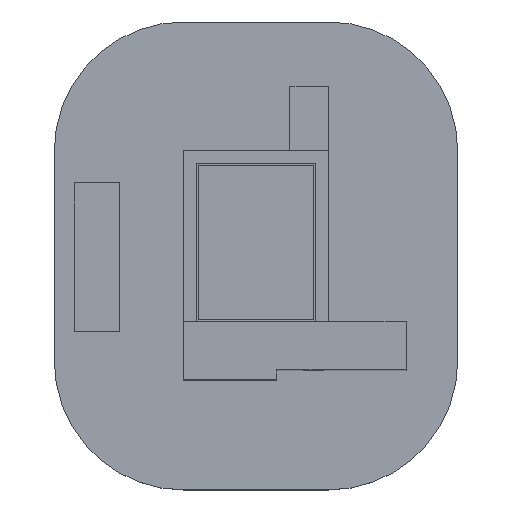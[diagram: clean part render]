
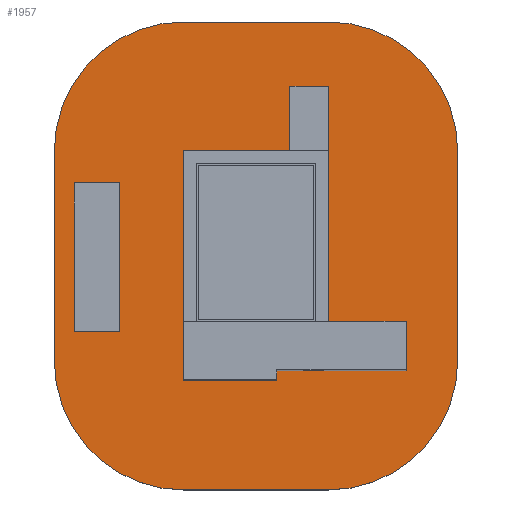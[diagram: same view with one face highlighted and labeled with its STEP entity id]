
A CAD part, top view. The second image highlights one B-rep face of the part: STEP entity #1957.
In plain terms, the highlighted planar face has unit normal (0, 0, 1).
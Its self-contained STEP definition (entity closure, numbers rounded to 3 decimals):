
#40=FACE_BOUND('',#284,.T.);
#80=PLANE('',#2109);
#172=FACE_OUTER_BOUND('',#283,.T.);
#283=EDGE_LOOP('',(#1451,#1452,#1453,#1454,#1455,#1456,#1457,#1458));
#284=EDGE_LOOP('',(#1459,#1460,#1461,#1462,#1463,#1464,#1465,#1466,#1467,
#1468));
#423=LINE('',#2831,#664);
#432=LINE('',#2847,#673);
#438=LINE('',#2865,#679);
#442=LINE('',#2873,#683);
#447=LINE('',#2883,#688);
#450=LINE('',#2891,#691);
#451=LINE('',#2895,#692);
#452=LINE('',#2899,#693);
#453=LINE('',#2902,#694);
#454=LINE('',#2903,#695);
#455=LINE('',#2904,#696);
#456=LINE('',#2906,#697);
#457=LINE('',#2908,#698);
#458=LINE('',#2909,#699);
#664=VECTOR('',#2288,10.);
#673=VECTOR('',#2299,10.);
#679=VECTOR('',#2313,10.);
#683=VECTOR('',#2319,10.);
#688=VECTOR('',#2328,10.);
#691=VECTOR('',#2335,10.);
#692=VECTOR('',#2338,10.);
#693=VECTOR('',#2341,10.);
#694=VECTOR('',#2344,10.);
#695=VECTOR('',#2345,10.);
#696=VECTOR('',#2346,10.);
#697=VECTOR('',#2347,10.);
#698=VECTOR('',#2348,10.);
#699=VECTOR('',#2349,10.);
#889=CIRCLE('',#2110,20.);
#890=CIRCLE('',#2111,20.);
#891=CIRCLE('',#2112,20.);
#892=CIRCLE('',#2113,20.);
#939=VERTEX_POINT('',#2829);
#940=VERTEX_POINT('',#2830);
#945=VERTEX_POINT('',#2843);
#946=VERTEX_POINT('',#2845);
#953=VERTEX_POINT('',#2863);
#954=VERTEX_POINT('',#2864);
#957=VERTEX_POINT('',#2872);
#960=VERTEX_POINT('',#2882);
#961=VERTEX_POINT('',#2887);
#962=VERTEX_POINT('',#2888);
#963=VERTEX_POINT('',#2890);
#964=VERTEX_POINT('',#2892);
#965=VERTEX_POINT('',#2894);
#966=VERTEX_POINT('',#2896);
#967=VERTEX_POINT('',#2898);
#968=VERTEX_POINT('',#2900);
#969=VERTEX_POINT('',#2905);
#970=VERTEX_POINT('',#2907);
#1127=EDGE_CURVE('',#939,#940,#423,.T.);
#1136=EDGE_CURVE('',#945,#946,#432,.T.);
#1144=EDGE_CURVE('',#953,#954,#438,.T.);
#1148=EDGE_CURVE('',#954,#957,#442,.T.);
#1153=EDGE_CURVE('',#953,#960,#447,.T.);
#1156=EDGE_CURVE('',#961,#962,#889,.T.);
#1157=EDGE_CURVE('',#963,#961,#450,.T.);
#1158=EDGE_CURVE('',#964,#963,#890,.T.);
#1159=EDGE_CURVE('',#965,#964,#451,.T.);
#1160=EDGE_CURVE('',#966,#965,#891,.T.);
#1161=EDGE_CURVE('',#967,#966,#452,.T.);
#1162=EDGE_CURVE('',#968,#967,#892,.T.);
#1163=EDGE_CURVE('',#962,#968,#453,.T.);
#1164=EDGE_CURVE('',#940,#945,#454,.T.);
#1165=EDGE_CURVE('',#946,#960,#455,.T.);
#1166=EDGE_CURVE('',#957,#969,#456,.T.);
#1167=EDGE_CURVE('',#970,#969,#457,.T.);
#1168=EDGE_CURVE('',#970,#939,#458,.T.);
#1451=ORIENTED_EDGE('',*,*,#1156,.F.);
#1452=ORIENTED_EDGE('',*,*,#1157,.F.);
#1453=ORIENTED_EDGE('',*,*,#1158,.F.);
#1454=ORIENTED_EDGE('',*,*,#1159,.F.);
#1455=ORIENTED_EDGE('',*,*,#1160,.F.);
#1456=ORIENTED_EDGE('',*,*,#1161,.F.);
#1457=ORIENTED_EDGE('',*,*,#1162,.F.);
#1458=ORIENTED_EDGE('',*,*,#1163,.F.);
#1459=ORIENTED_EDGE('',*,*,#1127,.T.);
#1460=ORIENTED_EDGE('',*,*,#1164,.T.);
#1461=ORIENTED_EDGE('',*,*,#1136,.T.);
#1462=ORIENTED_EDGE('',*,*,#1165,.T.);
#1463=ORIENTED_EDGE('',*,*,#1153,.F.);
#1464=ORIENTED_EDGE('',*,*,#1144,.T.);
#1465=ORIENTED_EDGE('',*,*,#1148,.T.);
#1466=ORIENTED_EDGE('',*,*,#1166,.T.);
#1467=ORIENTED_EDGE('',*,*,#1167,.F.);
#1468=ORIENTED_EDGE('',*,*,#1168,.T.);
#1957=ADVANCED_FACE('',(#172,#40),#80,.F.);
#2109=AXIS2_PLACEMENT_3D('',#2886,#2331,#2332);
#2110=AXIS2_PLACEMENT_3D('',#2889,#2333,#2334);
#2111=AXIS2_PLACEMENT_3D('',#2893,#2336,#2337);
#2112=AXIS2_PLACEMENT_3D('',#2897,#2339,#2340);
#2113=AXIS2_PLACEMENT_3D('',#2901,#2342,#2343);
#2288=DIRECTION('',(-1.,0.,0.));
#2299=DIRECTION('',(-1.,0.,0.));
#2313=DIRECTION('',(0.,1.,0.));
#2319=DIRECTION('',(1.,0.,0.));
#2328=DIRECTION('',(-1.,0.,0.));
#2331=DIRECTION('center_axis',(0.,0.,-1.));
#2332=DIRECTION('ref_axis',(1.,0.,0.));
#2333=DIRECTION('center_axis',(0.,0.,-1.));
#2334=DIRECTION('ref_axis',(-0.707,0.707,0.));
#2335=DIRECTION('',(0.,1.,0.));
#2336=DIRECTION('center_axis',(0.,0.,-1.));
#2337=DIRECTION('ref_axis',(-0.707,-0.707,0.));
#2338=DIRECTION('',(-1.,0.,0.));
#2339=DIRECTION('center_axis',(0.,0.,-1.));
#2340=DIRECTION('ref_axis',(0.707,-0.707,0.));
#2341=DIRECTION('',(0.,-1.,0.));
#2342=DIRECTION('center_axis',(0.,0.,-1.));
#2343=DIRECTION('ref_axis',(0.707,0.707,0.));
#2344=DIRECTION('',(1.,0.,0.));
#2345=DIRECTION('',(0.,-1.,0.));
#2346=DIRECTION('',(0.,1.,0.));
#2347=DIRECTION('',(0.,-1.,0.));
#2348=DIRECTION('',(-1.,0.,0.));
#2349=DIRECTION('',(0.,-1.,0.));
#2829=CARTESIAN_POINT('',(28.5,-10.5,-8.5));
#2830=CARTESIAN_POINT('',(8.5,-10.5,-8.5));
#2831=CARTESIAN_POINT('',(11.875,-10.5,-8.5));
#2843=CARTESIAN_POINT('',(8.5,-12.,-8.5));
#2845=CARTESIAN_POINT('',(-6.,-12.,-8.5));
#2847=CARTESIAN_POINT('',(5.5,-12.,-8.5));
#2863=CARTESIAN_POINT('',(10.5,23.5,-8.5));
#2864=CARTESIAN_POINT('',(10.5,33.5,-8.5));
#2865=CARTESIAN_POINT('',(10.5,20.375,-8.5));
#2872=CARTESIAN_POINT('',(16.5,33.5,-8.5));
#2873=CARTESIAN_POINT('',(10.875,33.5,-8.5));
#2882=CARTESIAN_POINT('',(-6.,23.5,-8.5));
#2883=CARTESIAN_POINT('',(10.375,23.5,-8.5));
#2886=CARTESIAN_POINT('Origin',(5.25,7.25,-8.5));
#2887=CARTESIAN_POINT('',(-26.,23.5,-8.5));
#2888=CARTESIAN_POINT('',(-6.,43.5,-8.5));
#2889=CARTESIAN_POINT('Origin',(-6.,23.5,-8.5));
#2890=CARTESIAN_POINT('',(-26.,-9.,-8.5));
#2891=CARTESIAN_POINT('',(-26.,-29.,-8.5));
#2892=CARTESIAN_POINT('',(-6.,-29.,-8.5));
#2893=CARTESIAN_POINT('Origin',(-6.,-9.,-8.5));
#2894=CARTESIAN_POINT('',(16.5,-29.,-8.5));
#2895=CARTESIAN_POINT('',(36.5,-29.,-8.5));
#2896=CARTESIAN_POINT('',(36.5,-9.,-8.5));
#2897=CARTESIAN_POINT('Origin',(16.5,-9.,-8.5));
#2898=CARTESIAN_POINT('',(36.5,23.5,-8.5));
#2899=CARTESIAN_POINT('',(36.5,43.5,-8.5));
#2900=CARTESIAN_POINT('',(16.5,43.5,-8.5));
#2901=CARTESIAN_POINT('Origin',(16.5,23.5,-8.5));
#2902=CARTESIAN_POINT('',(-26.,43.5,-8.5));
#2903=CARTESIAN_POINT('',(8.5,-1.375,-8.5));
#2904=CARTESIAN_POINT('',(-6.,-0.875,-8.5));
#2905=CARTESIAN_POINT('',(16.5,-3.,-8.5));
#2906=CARTESIAN_POINT('',(16.5,15.375,-8.5));
#2907=CARTESIAN_POINT('',(28.5,-3.,-8.5));
#2908=CARTESIAN_POINT('',(28.5,-3.,-8.5));
#2909=CARTESIAN_POINT('',(28.5,-0.625,-8.5));
